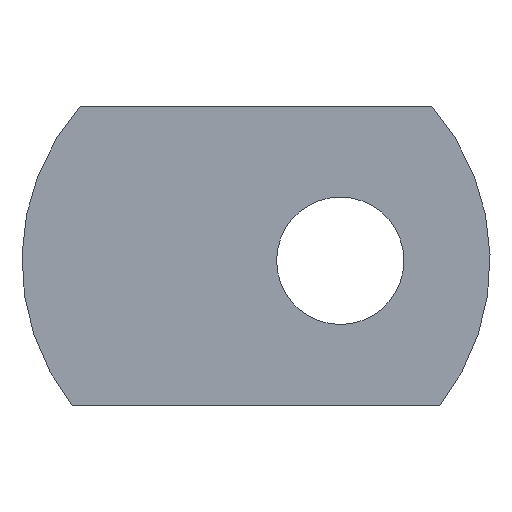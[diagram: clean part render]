
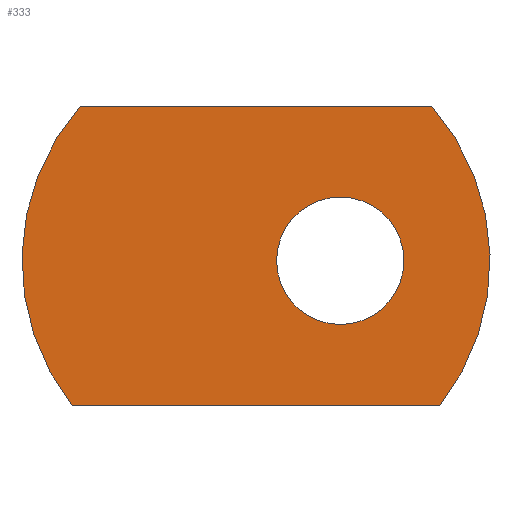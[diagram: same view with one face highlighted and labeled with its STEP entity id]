
A CAD part, front view. The second image highlights one B-rep face of the part: STEP entity #333.
In plain terms, the highlighted planar face has unit normal (0, -1, 0).
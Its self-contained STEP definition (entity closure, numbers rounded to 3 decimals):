
#9 = FACE_OUTER_BOUND ( 'NONE', #163, .T. ) ;
#20 = CARTESIAN_POINT ( 'NONE',  ( 9.387, 0., 8.255 ) ) ;
#29 = CARTESIAN_POINT ( 'NONE',  ( 4.5, 0., -3.4 ) ) ;
#35 = VERTEX_POINT ( 'NONE', #387 ) ;
#39 = CARTESIAN_POINT ( 'NONE',  ( 4.5, 0., 0. ) ) ;
#40 = AXIS2_PLACEMENT_3D ( 'NONE', #39, #377, #375 ) ;
#41 = VERTEX_POINT ( 'NONE', #103 ) ;
#42 = DIRECTION ( 'NONE',  ( 0., 1., 0. ) ) ;
#78 = AXIS2_PLACEMENT_3D ( 'NONE', #181, #303, #242 ) ;
#85 = EDGE_CURVE ( 'NONE', #185, #41, #226, .T. ) ;
#86 = CARTESIAN_POINT ( 'NONE',  ( 9.811, 0., -7.745 ) ) ;
#91 = ORIENTED_EDGE ( 'NONE', *, *, #259, .T. ) ;
#93 = CIRCLE ( 'NONE', #78, 3.4 ) ;
#98 = CARTESIAN_POINT ( 'NONE',  ( 0., 0., 0. ) ) ;
#100 = DIRECTION ( 'NONE',  ( 0., 0., 1. ) ) ;
#103 = CARTESIAN_POINT ( 'NONE',  ( -9.811, 0., -7.745 ) ) ;
#109 = CARTESIAN_POINT ( 'NONE',  ( -9.811, 0., -7.745 ) ) ;
#114 = CIRCLE ( 'NONE', #347, 12.5 ) ;
#116 = DIRECTION ( 'NONE',  ( 1., 0., 0. ) ) ;
#126 = DIRECTION ( 'NONE',  ( 0., 1., 0. ) ) ;
#133 = EDGE_LOOP ( 'NONE', ( #91, #271 ) ) ;
#134 = DIRECTION ( 'NONE',  ( 1., 0., 0. ) ) ;
#143 = VECTOR ( 'NONE', #116, 1000. ) ;
#160 = VERTEX_POINT ( 'NONE', #20 ) ;
#163 = EDGE_LOOP ( 'NONE', ( #270, #313, #337, #182 ) ) ;
#181 = CARTESIAN_POINT ( 'NONE',  ( 4.5, 0., 0. ) ) ;
#182 = ORIENTED_EDGE ( 'NONE', *, *, #286, .F. ) ;
#184 = CARTESIAN_POINT ( 'NONE',  ( -9.387, 0., 8.255 ) ) ;
#185 = VERTEX_POINT ( 'NONE', #86 ) ;
#187 = FACE_BOUND ( 'NONE', #133, .T. ) ;
#191 = PLANE ( 'NONE',  #395 ) ;
#210 = CIRCLE ( 'NONE', #321, 12.5 ) ;
#215 = DIRECTION ( 'NONE',  ( 0., 0., 1. ) ) ;
#220 = VERTEX_POINT ( 'NONE', #29 ) ;
#226 = LINE ( 'NONE', #109, #228 ) ;
#228 = VECTOR ( 'NONE', #350, 1000. ) ;
#239 = CARTESIAN_POINT ( 'NONE',  ( -9.387, 0., 8.255 ) ) ;
#242 = DIRECTION ( 'NONE',  ( 0., 0., 1. ) ) ;
#259 = EDGE_CURVE ( 'NONE', #35, #220, #93, .T. ) ;
#268 = EDGE_CURVE ( 'NONE', #41, #304, #210, .T. ) ;
#270 = ORIENTED_EDGE ( 'NONE', *, *, #268, .F. ) ;
#271 = ORIENTED_EDGE ( 'NONE', *, *, #351, .T. ) ;
#286 = EDGE_CURVE ( 'NONE', #304, #160, #340, .T. ) ;
#303 = DIRECTION ( 'NONE',  ( 0., 1., 0. ) ) ;
#304 = VERTEX_POINT ( 'NONE', #239 ) ;
#313 = ORIENTED_EDGE ( 'NONE', *, *, #85, .F. ) ;
#316 = CIRCLE ( 'NONE', #40, 3.4 ) ;
#317 = CARTESIAN_POINT ( 'NONE',  ( 0., 0., 0. ) ) ;
#321 = AXIS2_PLACEMENT_3D ( 'NONE', #335, #126, #215 ) ;
#333 = ADVANCED_FACE ( 'NONE', ( #187, #9 ), #191, .F. ) ;
#335 = CARTESIAN_POINT ( 'NONE',  ( 0., 0., 0. ) ) ;
#337 = ORIENTED_EDGE ( 'NONE', *, *, #365, .F. ) ;
#340 = LINE ( 'NONE', #184, #143 ) ;
#345 = DIRECTION ( 'NONE',  ( 0., 1., 0. ) ) ;
#347 = AXIS2_PLACEMENT_3D ( 'NONE', #317, #42, #100 ) ;
#350 = DIRECTION ( 'NONE',  ( -1., 0., 0. ) ) ;
#351 = EDGE_CURVE ( 'NONE', #220, #35, #316, .T. ) ;
#365 = EDGE_CURVE ( 'NONE', #160, #185, #114, .T. ) ;
#375 = DIRECTION ( 'NONE',  ( 0., 0., 1. ) ) ;
#377 = DIRECTION ( 'NONE',  ( 0., 1., 0. ) ) ;
#387 = CARTESIAN_POINT ( 'NONE',  ( 4.5, 0., 3.4 ) ) ;
#395 = AXIS2_PLACEMENT_3D ( 'NONE', #98, #345, #134 ) ;
